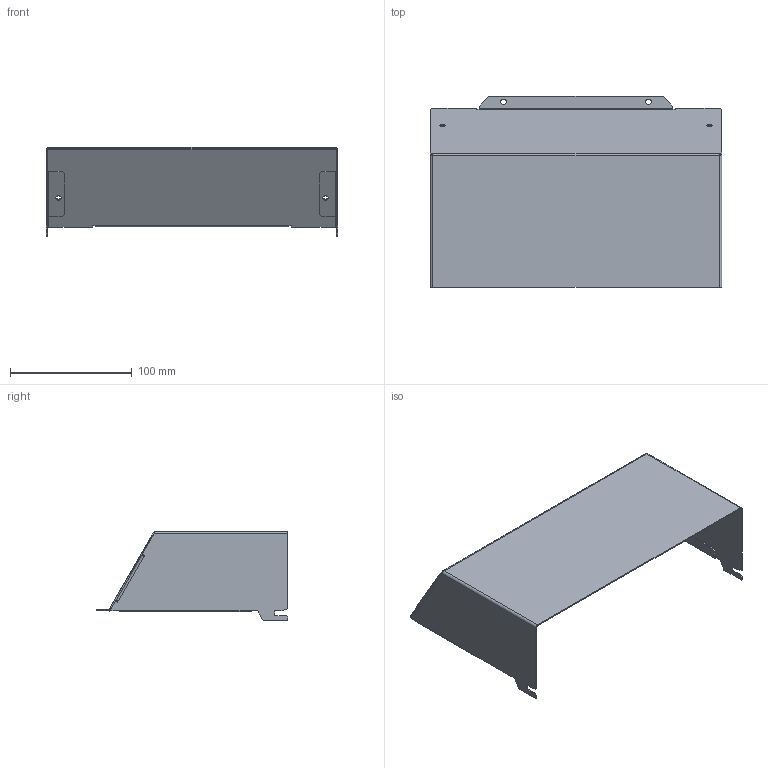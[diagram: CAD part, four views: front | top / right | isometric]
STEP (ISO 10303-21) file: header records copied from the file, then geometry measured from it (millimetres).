
FILE_DESCRIPTION((''),'2;1');
FILE_NAME('KG-8412-8512-INTERNAL-AIR-DUCT','2020-05-26T10:19:45',('briang'),(''),'CREO PARAMETRIC BY PTC INC, 2018500','CREO PARAMETRIC BY PTC INC, 2018500','');
FILE_SCHEMA(('CONFIG_CONTROL_DESIGN'));
Length unit declared in the file: millimetre
Products named in the file (1): KG-8412-8512-INTERNAL-AIR-DUCT
Bounding box: 239 x 156.83 x 73 mm (x, y, z)
Volume: 64894.2 mm3; surface area: 131248.6 mm2
Topology: 1 solids, 1 shells, 134 faces, 332 edges, 200 vertices
Faces by surface type: plane 104, cylinder 26, bspline 4
Entity records: 4034 total; most frequent: CARTESIAN_POINT 822, ORIENTED_EDGE 664, DIRECTION 626, EDGE_CURVE 332, VECTOR 278, LINE 278, VERTEX_POINT 200, AXIS2_PLACEMENT_3D 174
